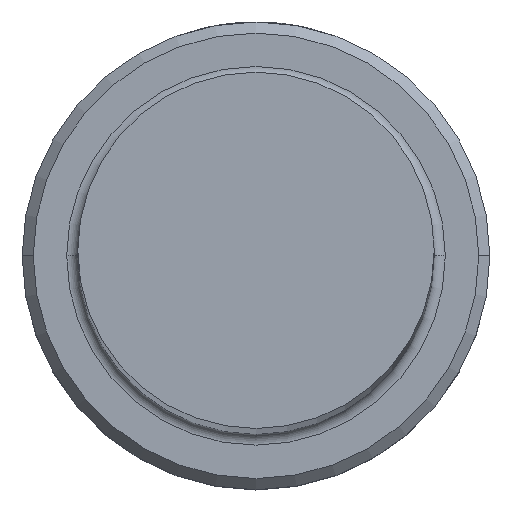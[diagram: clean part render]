
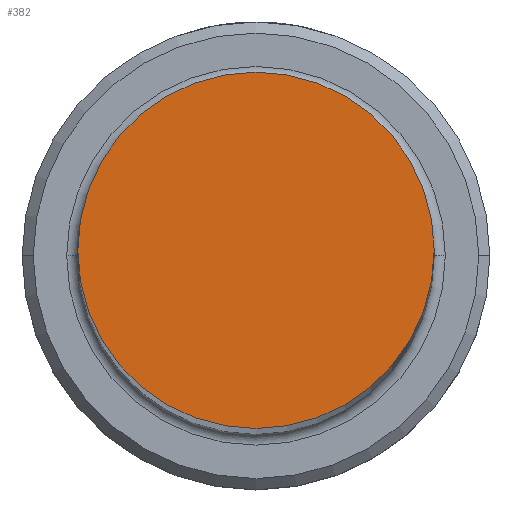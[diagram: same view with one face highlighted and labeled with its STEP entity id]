
A CAD part, top view. The second image highlights one B-rep face of the part: STEP entity #382.
In plain terms, the highlighted planar face has unit normal (0, 0, 1).
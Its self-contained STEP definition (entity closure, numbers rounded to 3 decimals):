
#40 = ORIENTED_EDGE ( 'NONE', *, *, #51, .T. ) ;
#51 = EDGE_CURVE ( 'NONE', #63, #1038, #320, .T. ) ;
#63 = VERTEX_POINT ( 'NONE', #819 ) ;
#160 = FACE_OUTER_BOUND ( 'NONE', #1134, .T. ) ;
#316 = DIRECTION ( 'NONE',  ( 0., 0., 1. ) ) ;
#320 = CIRCLE ( 'NONE', #582, 8. ) ;
#374 = ORIENTED_EDGE ( 'NONE', *, *, #1027, .T. ) ;
#382 = ADVANCED_FACE ( 'NONE', ( #160 ), #854, .T. ) ;
#469 = DIRECTION ( 'NONE',  ( 0., 0., 1. ) ) ;
#582 = AXIS2_PLACEMENT_3D ( 'NONE', #729, #920, #1015 ) ;
#662 = AXIS2_PLACEMENT_3D ( 'NONE', #1009, #469, #1093 ) ;
#671 = CARTESIAN_POINT ( 'NONE',  ( 0., 0., 150. ) ) ;
#703 = CIRCLE ( 'NONE', #662, 8. ) ;
#729 = CARTESIAN_POINT ( 'NONE',  ( 0., 0., 150. ) ) ;
#741 = CARTESIAN_POINT ( 'NONE',  ( -8., 0., 150. ) ) ;
#818 = AXIS2_PLACEMENT_3D ( 'NONE', #671, #316, #941 ) ;
#819 = CARTESIAN_POINT ( 'NONE',  ( 8., 0., 150. ) ) ;
#854 = PLANE ( 'NONE',  #818 ) ;
#920 = DIRECTION ( 'NONE',  ( 0., 0., 1. ) ) ;
#941 = DIRECTION ( 'NONE',  ( 1., 0., 0. ) ) ;
#1009 = CARTESIAN_POINT ( 'NONE',  ( 0., 0., 150. ) ) ;
#1015 = DIRECTION ( 'NONE',  ( 1., 0., 0. ) ) ;
#1027 = EDGE_CURVE ( 'NONE', #1038, #63, #703, .T. ) ;
#1038 = VERTEX_POINT ( 'NONE', #741 ) ;
#1093 = DIRECTION ( 'NONE',  ( 1., 0., 0. ) ) ;
#1134 = EDGE_LOOP ( 'NONE', ( #374, #40 ) ) ;
